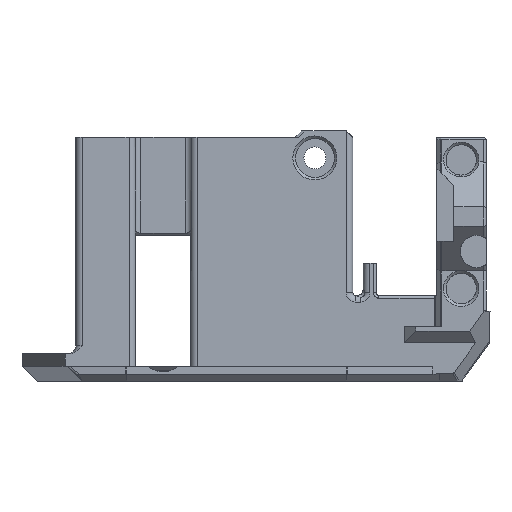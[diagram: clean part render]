
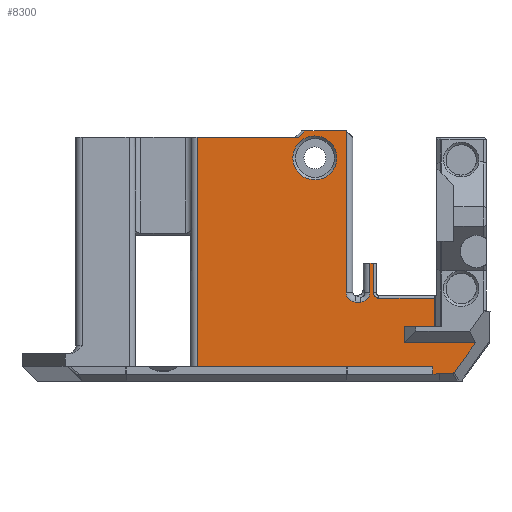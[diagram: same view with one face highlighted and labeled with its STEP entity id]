
A CAD part, left-side view. The second image highlights one B-rep face of the part: STEP entity #8300.
In plain terms, the highlighted planar face has unit normal (-1, 0, 0).
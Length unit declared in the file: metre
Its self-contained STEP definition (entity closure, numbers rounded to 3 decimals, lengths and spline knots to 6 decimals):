
#141=ELLIPSE('',#8865,0.000567,0.0004);
#142=ELLIPSE('',#8866,0.000602,0.0004);
#411=LINE('',#12417,#1191);
#429=LINE('',#12492,#1209);
#430=LINE('',#12495,#1210);
#431=LINE('',#12496,#1211);
#432=LINE('',#12498,#1212);
#433=LINE('',#12500,#1213);
#434=LINE('',#12504,#1214);
#435=LINE('',#12508,#1215);
#436=LINE('',#12510,#1216);
#437=LINE('',#12512,#1217);
#438=LINE('',#12514,#1218);
#439=LINE('',#12516,#1219);
#440=LINE('',#12518,#1220);
#441=LINE('',#12522,#1221);
#442=LINE('',#12524,#1222);
#443=LINE('',#12526,#1223);
#444=LINE('',#12530,#1224);
#445=LINE('',#12531,#1225);
#446=LINE('',#12533,#1226);
#1191=VECTOR('',#9875,1.);
#1209=VECTOR('',#9957,1.);
#1210=VECTOR('',#9958,1.);
#1211=VECTOR('',#9959,1.);
#1212=VECTOR('',#9960,1.);
#1213=VECTOR('',#9961,1.);
#1214=VECTOR('',#9964,1.);
#1215=VECTOR('',#9967,1.);
#1216=VECTOR('',#9968,1.);
#1217=VECTOR('',#9969,1.);
#1218=VECTOR('',#9970,1.);
#1219=VECTOR('',#9971,1.);
#1220=VECTOR('',#9972,1.);
#1221=VECTOR('',#9975,1.);
#1222=VECTOR('',#9976,1.);
#1223=VECTOR('',#9977,1.);
#1224=VECTOR('',#9980,1.);
#1225=VECTOR('',#9981,1.);
#1226=VECTOR('',#9982,1.);
#1845=PLANE('',#8863);
#2532=ORIENTED_EDGE('',*,*,#5042,.F.);
#2533=ORIENTED_EDGE('',*,*,#5043,.F.);
#2534=ORIENTED_EDGE('',*,*,#5044,.T.);
#2535=ORIENTED_EDGE('',*,*,#5006,.F.);
#2536=ORIENTED_EDGE('',*,*,#5045,.F.);
#2537=ORIENTED_EDGE('',*,*,#5046,.F.);
#2538=ORIENTED_EDGE('',*,*,#5047,.T.);
#2539=ORIENTED_EDGE('',*,*,#5048,.F.);
#2540=ORIENTED_EDGE('',*,*,#5049,.F.);
#2541=ORIENTED_EDGE('',*,*,#5050,.F.);
#2542=ORIENTED_EDGE('',*,*,#5051,.F.);
#2543=ORIENTED_EDGE('',*,*,#5052,.F.);
#2544=ORIENTED_EDGE('',*,*,#5053,.F.);
#2545=ORIENTED_EDGE('',*,*,#5054,.F.);
#2546=ORIENTED_EDGE('',*,*,#5055,.F.);
#2547=ORIENTED_EDGE('',*,*,#5056,.F.);
#2548=ORIENTED_EDGE('',*,*,#5057,.F.);
#2549=ORIENTED_EDGE('',*,*,#5058,.F.);
#2550=ORIENTED_EDGE('',*,*,#5059,.T.);
#2551=ORIENTED_EDGE('',*,*,#5060,.F.);
#2552=ORIENTED_EDGE('',*,*,#5061,.F.);
#2553=ORIENTED_EDGE('',*,*,#5062,.F.);
#2554=ORIENTED_EDGE('',*,*,#5038,.F.);
#2555=ORIENTED_EDGE('',*,*,#5063,.F.);
#2556=ORIENTED_EDGE('',*,*,#5064,.F.);
#5006=EDGE_CURVE('',#6267,#6268,#411,.T.);
#5038=EDGE_CURVE('',#6288,#6289,#6924,.T.);
#5042=EDGE_CURVE('',#6292,#6292,#6928,.T.);
#5043=EDGE_CURVE('',#6293,#6294,#429,.T.);
#5044=EDGE_CURVE('',#6293,#6268,#430,.T.);
#5045=EDGE_CURVE('',#6295,#6267,#431,.T.);
#5046=EDGE_CURVE('',#6296,#6295,#432,.T.);
#5047=EDGE_CURVE('',#6296,#6297,#433,.T.);
#5048=EDGE_CURVE('',#6298,#6297,#141,.T.);
#5049=EDGE_CURVE('',#6299,#6298,#434,.T.);
#5050=EDGE_CURVE('',#6300,#6299,#142,.T.);
#5051=EDGE_CURVE('',#6301,#6300,#435,.T.);
#5052=EDGE_CURVE('',#6302,#6301,#436,.T.);
#5053=EDGE_CURVE('',#6303,#6302,#437,.T.);
#5054=EDGE_CURVE('',#6304,#6303,#438,.T.);
#5055=EDGE_CURVE('',#6305,#6304,#439,.T.);
#5056=EDGE_CURVE('',#6306,#6305,#440,.T.);
#5057=EDGE_CURVE('',#6307,#6306,#6929,.T.);
#5058=EDGE_CURVE('',#6308,#6307,#441,.T.);
#5059=EDGE_CURVE('',#6308,#6309,#442,.T.);
#5060=EDGE_CURVE('',#6310,#6309,#443,.T.);
#5061=EDGE_CURVE('',#6311,#6310,#6930,.T.);
#5062=EDGE_CURVE('',#6289,#6311,#444,.T.);
#5063=EDGE_CURVE('',#6312,#6288,#445,.T.);
#5064=EDGE_CURVE('',#6294,#6312,#446,.T.);
#6267=VERTEX_POINT('',#12416);
#6268=VERTEX_POINT('',#12418);
#6288=VERTEX_POINT('',#12482);
#6289=VERTEX_POINT('',#12483);
#6292=VERTEX_POINT('',#12491);
#6293=VERTEX_POINT('',#12493);
#6294=VERTEX_POINT('',#12494);
#6295=VERTEX_POINT('',#12497);
#6296=VERTEX_POINT('',#12499);
#6297=VERTEX_POINT('',#12501);
#6298=VERTEX_POINT('',#12503);
#6299=VERTEX_POINT('',#12505);
#6300=VERTEX_POINT('',#12507);
#6301=VERTEX_POINT('',#12509);
#6302=VERTEX_POINT('',#12511);
#6303=VERTEX_POINT('',#12513);
#6304=VERTEX_POINT('',#12515);
#6305=VERTEX_POINT('',#12517);
#6306=VERTEX_POINT('',#12519);
#6307=VERTEX_POINT('',#12521);
#6308=VERTEX_POINT('',#12523);
#6309=VERTEX_POINT('',#12525);
#6310=VERTEX_POINT('',#12527);
#6311=VERTEX_POINT('',#12529);
#6312=VERTEX_POINT('',#12532);
#6924=CIRCLE('',#8859,0.0014);
#6928=CIRCLE('',#8864,0.0034);
#6929=CIRCLE('',#8867,0.0008);
#6930=CIRCLE('',#8868,0.0014);
#7140=EDGE_LOOP('',(#2532));
#7141=EDGE_LOOP('',(#2533,#2534,#2535,#2536,#2537,#2538,#2539,#2540,#2541,
#2542,#2543,#2544,#2545,#2546,#2547,#2548,#2549,#2550,#2551,#2552,#2553,
#2554,#2555,#2556));
#7650=FACE_BOUND('',#7140,.T.);
#7651=FACE_BOUND('',#7141,.T.);
#8300=ADVANCED_FACE('',(#7650,#7651),#1845,.T.);
#8859=AXIS2_PLACEMENT_3D('',#12481,#9945,#9946);
#8863=AXIS2_PLACEMENT_3D('',#12489,#9953,#9954);
#8864=AXIS2_PLACEMENT_3D('',#12490,#9955,#9956);
#8865=AXIS2_PLACEMENT_3D('',#12502,#9962,#9963);
#8866=AXIS2_PLACEMENT_3D('',#12506,#9965,#9966);
#8867=AXIS2_PLACEMENT_3D('',#12520,#9973,#9974);
#8868=AXIS2_PLACEMENT_3D('',#12528,#9978,#9979);
#9875=DIRECTION('',(0.,0.,1.));
#9945=DIRECTION('',(-1.,0.,0.));
#9946=DIRECTION('',(0.,1.,0.));
#9953=DIRECTION('',(-1.,0.,0.));
#9954=DIRECTION('',(0.,-1.,0.));
#9955=DIRECTION('',(-1.,0.,0.));
#9956=DIRECTION('',(0.,-1.,0.));
#9957=DIRECTION('',(0.,-0.707,0.707));
#9958=DIRECTION('',(0.,1.,0.));
#9959=DIRECTION('',(0.,1.,0.));
#9960=DIRECTION('',(0.,0.,1.));
#9961=DIRECTION('',(0.,-0.984,0.176));
#9962=DIRECTION('',(-1.,0.,0.));
#9963=DIRECTION('',(0.,0.09,-0.996));
#9964=DIRECTION('',(0.,1.,0.));
#9965=DIRECTION('',(1.,0.,0.));
#9966=DIRECTION('',(0.,0.458,0.889));
#9967=DIRECTION('',(0.,0.581,-0.814));
#9968=DIRECTION('',(0.,-1.,0.));
#9969=DIRECTION('',(0.,0.,-1.));
#9970=DIRECTION('',(0.,1.,0.));
#9971=DIRECTION('',(0.,0.,-1.));
#9972=DIRECTION('',(0.,-1.,0.));
#9973=DIRECTION('',(-1.,0.,0.));
#9974=DIRECTION('',(0.,-1.,0.));
#9975=DIRECTION('',(0.,0.,-1.));
#9976=DIRECTION('',(0.,1.,0.));
#9977=DIRECTION('',(0.,0.,1.));
#9978=DIRECTION('',(-1.,0.,0.));
#9979=DIRECTION('',(0.,1.,0.));
#9980=DIRECTION('',(0.,-1.,0.));
#9981=DIRECTION('',(0.,0.,-1.));
#9982=DIRECTION('',(0.,-1.,0.));
#12416=CARTESIAN_POINT('',(-0.126684,0.109629,0.0022));
#12417=CARTESIAN_POINT('',(-0.126684,0.109629,0.020415));
#12418=CARTESIAN_POINT('',(-0.126684,0.109629,0.03763));
#12481=CARTESIAN_POINT('',(-0.126684,0.085154,0.0136));
#12482=CARTESIAN_POINT('',(-0.126684,0.086554,0.0136));
#12483=CARTESIAN_POINT('',(-0.126684,0.085154,0.0122));
#12489=CARTESIAN_POINT('',(-0.126684,0.128379,0.0032));
#12490=CARTESIAN_POINT('',(-0.126684,0.09142,0.034464));
#12491=CARTESIAN_POINT('',(-0.126684,0.08802,0.034464));
#12492=CARTESIAN_POINT('',(-0.126684,0.108941,0.022652));
#12493=CARTESIAN_POINT('',(-0.126684,0.093965,0.03763));
#12494=CARTESIAN_POINT('',(-0.126684,0.092963,0.03863));
#12495=CARTESIAN_POINT('',(-0.126684,0.128379,0.03763));
#12496=CARTESIAN_POINT('',(-0.126684,0.09867,0.0022));
#12497=CARTESIAN_POINT('',(-0.126684,0.07318,0.0022));
#12498=CARTESIAN_POINT('',(-0.126684,0.07318,0.0024));
#12499=CARTESIAN_POINT('',(-0.126684,0.07318,0.001006));
#12500=CARTESIAN_POINT('',(-0.126684,0.126279,-0.008512));
#12501=CARTESIAN_POINT('',(-0.126684,0.072126,0.001195));
#12502=CARTESIAN_POINT('',(-0.126684,0.072101,0.000634));
#12503=CARTESIAN_POINT('',(-0.126684,0.072075,0.0012));
#12504=CARTESIAN_POINT('',(-0.126684,0.110768,0.0012));
#12505=CARTESIAN_POINT('',(-0.126684,0.070108,0.0012));
#12506=CARTESIAN_POINT('',(-0.126684,0.070253,0.001766));
#12507=CARTESIAN_POINT('',(-0.126684,0.069878,0.001318));
#12508=CARTESIAN_POINT('',(-0.126684,0.069573,0.001745));
#12509=CARTESIAN_POINT('',(-0.126684,0.066605,0.0059));
#12510=CARTESIAN_POINT('',(-0.126684,0.071641,0.0059));
#12511=CARTESIAN_POINT('',(-0.126684,0.077621,0.0059));
#12512=CARTESIAN_POINT('',(-0.126684,0.077621,0.0045));
#12513=CARTESIAN_POINT('',(-0.126684,0.077621,0.0084));
#12514=CARTESIAN_POINT('',(-0.126684,0.077721,0.0084));
#12515=CARTESIAN_POINT('',(-0.126684,0.072965,0.0084));
#12516=CARTESIAN_POINT('',(-0.126684,0.072965,0.019315));
#12517=CARTESIAN_POINT('',(-0.126684,0.072965,0.0128));
#12518=CARTESIAN_POINT('',(-0.126684,0.097188,0.0128));
#12519=CARTESIAN_POINT('',(-0.126684,0.081546,0.0128));
#12520=CARTESIAN_POINT('',(-0.126684,0.081546,0.0136));
#12521=CARTESIAN_POINT('',(-0.126684,0.082346,0.0136));
#12522=CARTESIAN_POINT('',(-0.126684,0.082346,0.0082));
#12523=CARTESIAN_POINT('',(-0.126684,0.082346,0.0182));
#12524=CARTESIAN_POINT('',(-0.126684,0.128379,0.0182));
#12525=CARTESIAN_POINT('',(-0.126684,0.082946,0.0182));
#12526=CARTESIAN_POINT('',(-0.126684,0.082946,0.0052));
#12527=CARTESIAN_POINT('',(-0.126684,0.082946,0.0136));
#12528=CARTESIAN_POINT('',(-0.126684,0.084346,0.0136));
#12529=CARTESIAN_POINT('',(-0.126684,0.084346,0.0122));
#12530=CARTESIAN_POINT('',(-0.126684,0.097188,0.0122));
#12531=CARTESIAN_POINT('',(-0.126684,0.086554,0.014308));
#12532=CARTESIAN_POINT('',(-0.126684,0.086554,0.03863));
#12533=CARTESIAN_POINT('',(-0.126684,0.09867,0.03863));
